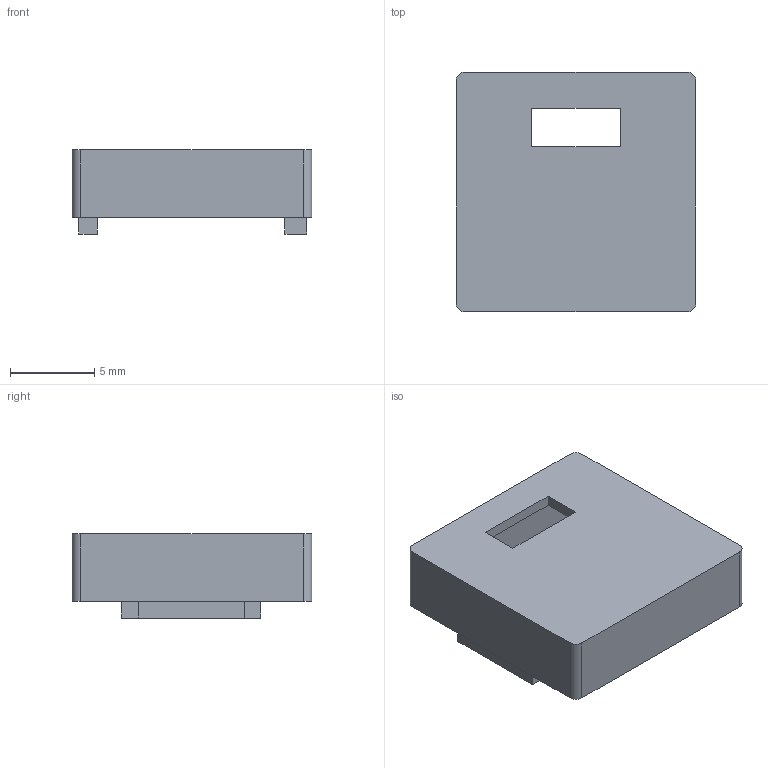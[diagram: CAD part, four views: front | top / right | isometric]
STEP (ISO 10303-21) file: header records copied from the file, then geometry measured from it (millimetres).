
FILE_DESCRIPTION(/* description */ (''),/* implementation_level */ '2;1');
FILE_NAME(/* name */ 'ButtonLedCap.step',/* time_stamp */ '2023-12-20T08:57:19+01:00',/* author */ (''),/* organization */ (''),/* preprocessor_version */ 'ST-DEVELOPER v20',/* originating_system */ 'Autodesk Translation Framework v12.14.0.127',/* authorisation */ '');
FILE_SCHEMA (('AUTOMOTIVE_DESIGN { 1 0 10303 214 3 1 1 }'));
Length unit declared in the file: millimetre
Products named in the file (1): (Unsaved)
Bounding box: 14.25 x 14.25 x 5 mm (x, y, z)
Volume: 418.1 mm3; surface area: 797.9 mm2
Topology: 1 solids, 1 shells, 35 faces, 92 edges, 60 vertices
Faces by surface type: plane 31, cylinder 4
Entity records: 1099 total; most frequent: CARTESIAN_POINT 188, ORIENTED_EDGE 184, DIRECTION 172, EDGE_CURVE 92, LINE 84, VECTOR 84, VERTEX_POINT 60, AXIS2_PLACEMENT_3D 44
